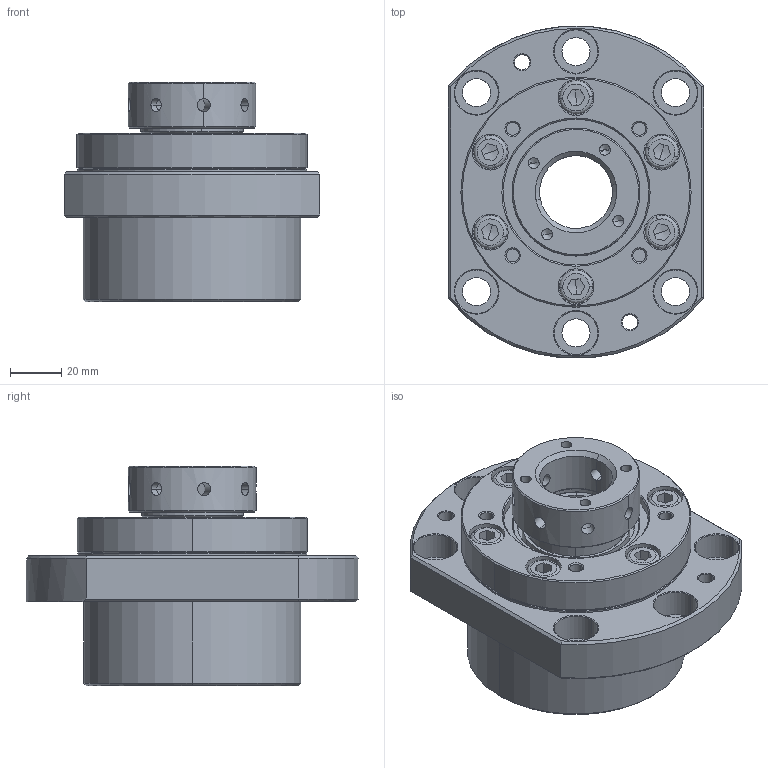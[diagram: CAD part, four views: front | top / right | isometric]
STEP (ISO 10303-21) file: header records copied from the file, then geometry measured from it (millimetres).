
FILE_DESCRIPTION (( 'STEP AP214' ), '1' );
FILE_NAME ('WBK30DF_RN30W-Rollco.step', '2023-04-27T09:30:02', ( '' ), ( '' ), 'SwSTEP 2.0', 'SolidWorks 2010', '' );
FILE_SCHEMA (( 'AUTOMOTIVE_DESIGN' ));
Length unit declared in the file: millimetre
Products named in the file (8): WBK25~30DF_house; 30TAC62; SBK25DFD_WBK25-30DFF_seal; WBK25-30DF-DFD_lid; WBK30_spacer_b18; MC6S-M8x20; RN30W; WBK30DF_RN30W-Rollco
Assembly tree (15 placements, depth 2):
  WBK30DF_RN30W-Rollco
    MC6S-M8x20  x6
    SBK25DFD_WBK25-30DFF_seal  x2
    WBK25~30DF_house
    30TAC62  x2
    WBK30_spacer_b18  x2
    RN30W
    WBK25-30DF-DFD_lid
Bounding box: 100 x 129.79 x 86 mm (x, y, z)
Volume: 392767.9 mm3; surface area: 135036.6 mm2
Topology: 35 solids, 35 shells, 814 faces, 2031 edges, 1218 vertices
Faces by surface type: cylinder 388, cone 205, plane 113, bspline 108
Entity records: 17700 total; most frequent: CARTESIAN_POINT 7406, DIRECTION 2170, ORIENTED_EDGE 1958, EDGE_CURVE 979, AXIS2_PLACEMENT_3D 899, VERTEX_POINT 609, EDGE_LOOP 540, CIRCLE 480
